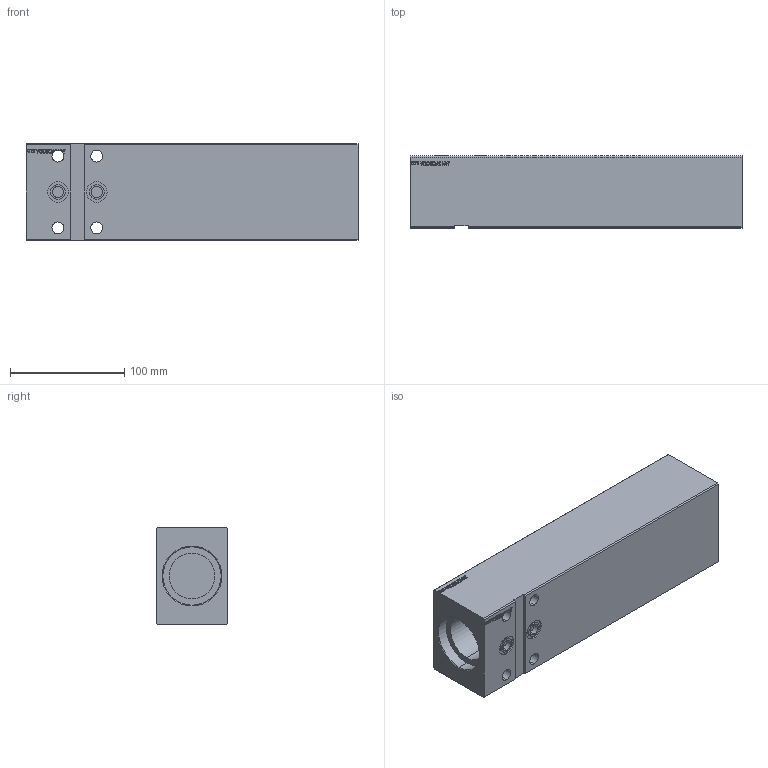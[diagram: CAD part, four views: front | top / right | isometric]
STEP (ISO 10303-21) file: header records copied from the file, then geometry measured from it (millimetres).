
FILE_DESCRIPTION (( 'STEP AP203' ), '1' );
FILE_NAME ('0920.STEP', '2024-02-11T11:14:38', ( '' ), ( '' ), 'SwSTEP 2.0', 'SolidWorks 2019', '' );
FILE_SCHEMA (( 'CONFIG_CONTROL_DESIGN' ));
Length unit declared in the file: millimetre
Products named in the file (1): 0920
Bounding box: 291 x 63 x 85 mm (x, y, z)
Volume: 1178147.6 mm3; surface area: 139768.8 mm2
Topology: 1 solids, 1 shells, 779 faces, 2038 edges, 1358 vertices
Faces by surface type: plane 383, bspline 364, cylinder 30, cone 2
Entity records: 40699 total; most frequent: CARTESIAN_POINT 23828, ORIENTED_EDGE 4076, DIRECTION 2228, EDGE_CURVE 2038, VERTEX_POINT 1358, VECTOR 1224, LINE 1224, EDGE_LOOP 884
